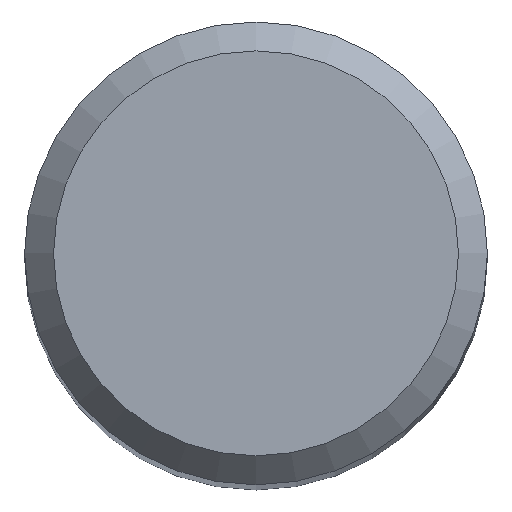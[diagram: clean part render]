
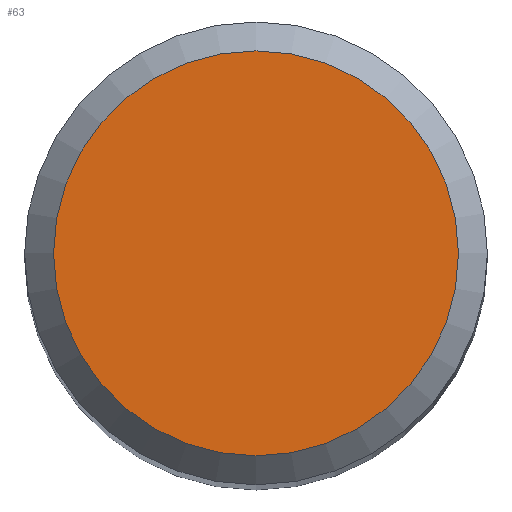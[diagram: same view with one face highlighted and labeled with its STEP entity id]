
A CAD part, top view. The second image highlights one B-rep face of the part: STEP entity #63.
In plain terms, the highlighted planar face has unit normal (0, 0, 1).
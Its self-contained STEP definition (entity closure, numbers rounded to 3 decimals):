
#48=FACE_OUTER_BOUND('',#121,.T.);
#50=PLANE('',#276);
#63=ADVANCED_FACE('',(#48),#50,.F.);
#121=EDGE_LOOP('',(#155));
#155=ORIENTED_EDGE('',*,*,#205,.F.);
#187=VERTEX_POINT('',#400);
#205=EDGE_CURVE('',#187,#187,#222,.T.);
#222=CIRCLE('',#275,6.997);
#275=AXIS2_PLACEMENT_3D('',#399,#325,#326);
#276=AXIS2_PLACEMENT_3D('',#401,#327,#328);
#325=DIRECTION('',(0.,0.,-1.));
#326=DIRECTION('',(1.,0.,0.));
#327=DIRECTION('',(0.,0.,-1.));
#328=DIRECTION('',(1.,0.,0.));
#399=CARTESIAN_POINT('',(0.,0.,0.));
#400=CARTESIAN_POINT('',(6.997,0.,0.));
#401=CARTESIAN_POINT('',(0.,0.,0.));
